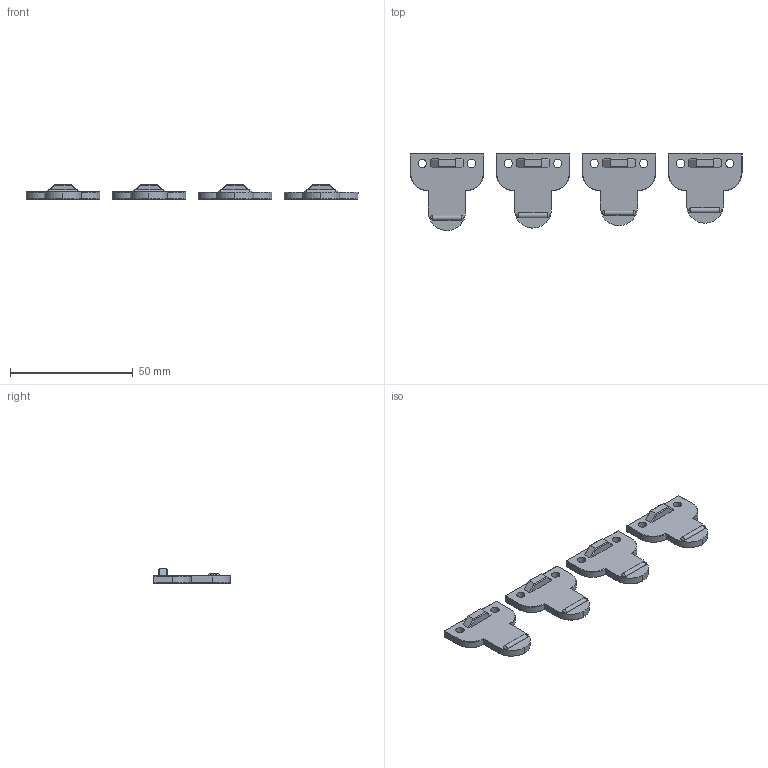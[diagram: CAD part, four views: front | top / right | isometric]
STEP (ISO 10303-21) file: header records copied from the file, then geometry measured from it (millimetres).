
FILE_DESCRIPTION(/* description */ (''),/* implementation_level */ '2;1');
FILE_NAME(/* name */ 'Bump Latch v2.step',/* time_stamp */ '2022-06-18T11:44:02-05:00',/* author */ (''),/* organization */ (''),/* preprocessor_version */ 'ST-DEVELOPER v18.1',/* originating_system */ 'Autodesk Translation Framework v10.14.0.1471',/* authorisation */ '');
FILE_SCHEMA (('AUTOMOTIVE_DESIGN { 1 0 10303 214 3 1 1 }'));
Length unit declared in the file: millimetre
Products named in the file (5): Bump Latch; Bump latch 3mm; Bump latch 4mm; Bump latch 5mm; Bump latch 6mm
Assembly tree (4 placements, depth 2):
  Bump Latch
    Bump latch 3mm
    Bump latch 4mm
    Bump latch 5mm
    Bump latch 6mm
Bounding box: 135.05 x 31.36 x 6.01 mm (x, y, z)
Volume: 7867.3 mm3; surface area: 6665.9 mm2
Topology: 4 solids, 4 shells, 200 faces, 472 edges, 288 vertices
Faces by surface type: plane 132, cone 32, cylinder 28, bspline 8
Full cylindrical faces by diameter (mm): 3.4 x8
Entity records: 5888 total; most frequent: CARTESIAN_POINT 1117, DIRECTION 970, ORIENTED_EDGE 944, EDGE_CURVE 472, LINE 344, VECTOR 344, AXIS2_PLACEMENT_3D 313, VERTEX_POINT 288
